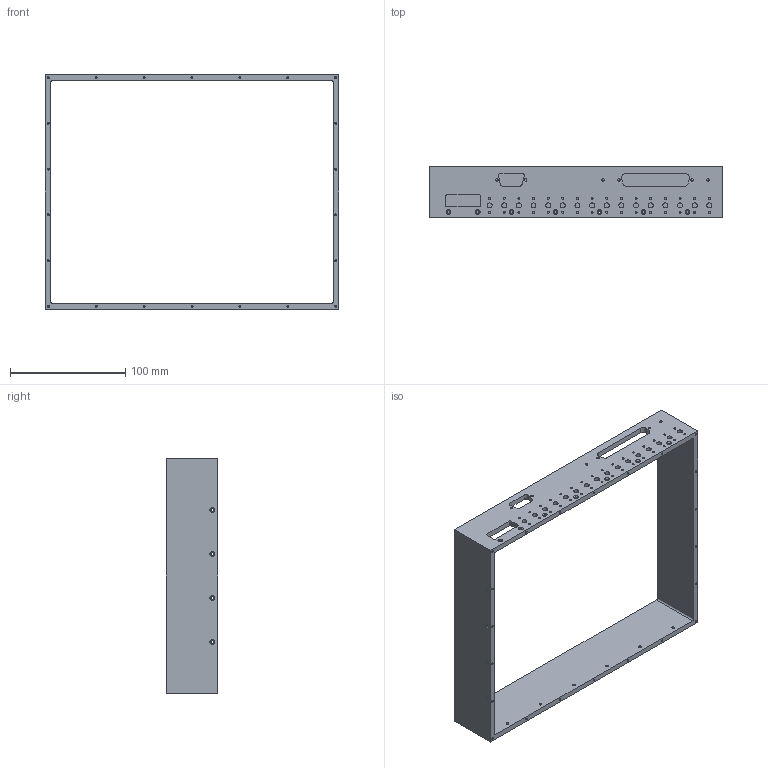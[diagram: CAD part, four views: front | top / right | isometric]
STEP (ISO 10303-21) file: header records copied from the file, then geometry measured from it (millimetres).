
FILE_DESCRIPTION(/* description */ ('Machined at Minex'),/* implementation_level */ '2;1');
FILE_NAME(/* name */ 'R58010-175-with SNAP V2 features.stp',/* time_stamp */ '2017-09-07T15:10:34-07:00',/* author */ ('Zara'),/* organization */ (''),/* preprocessor_version */ 'ST-DEVELOPER v16.5',/* originating_system */ 'Autodesk Inventor 2017',/* authorisation */ '');
FILE_SCHEMA (('AUTOMOTIVE_DESIGN { 1 0 10303 214 3 1 1 }'));
Length unit declared in the file: inch
Products named in the file (1): R58010-175-with SNAP V2 features
Bounding box: 254 x 44.45 x 203.2 mm (x, y, z)
Volume: 181041.3 mm3; surface area: 90031.7 mm2
Topology: 1 solids, 1 shells, 226 faces, 701 edges, 470 vertices
Faces by surface type: cylinder 137, cone 67, plane 22
Full cylindrical faces by diameter (mm): 1.702 x74, 2.159 x6, 2.438 x21, 4.318 x16
Entity records: 6635 total; most frequent: CARTESIAN_POINT 1382, DIRECTION 1124, ORIENTED_EDGE 776, EDGE_LOOP 573, AXIS2_PLACEMENT_3D 522, EDGE_CURVE 388, FACE_BOUND 347, VERTEX_POINT 341
